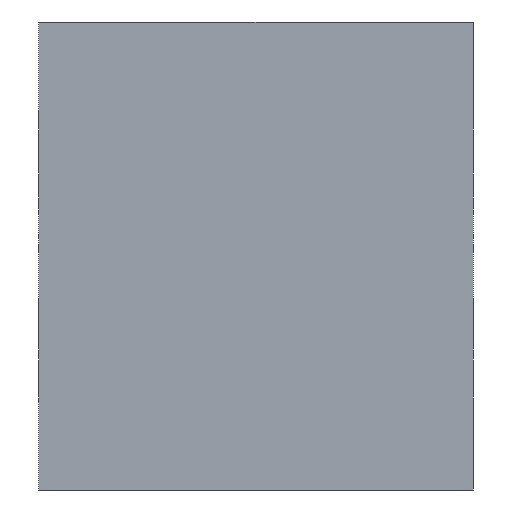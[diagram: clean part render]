
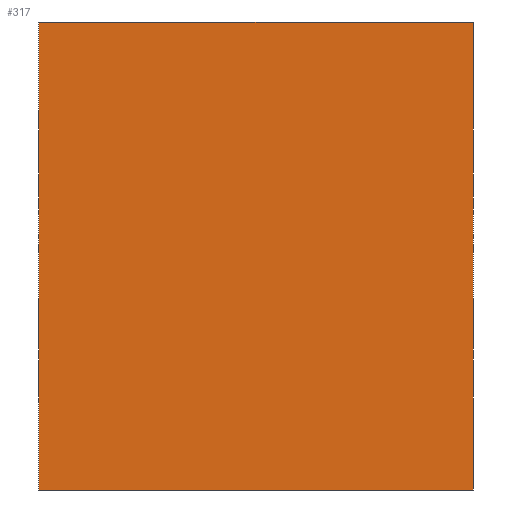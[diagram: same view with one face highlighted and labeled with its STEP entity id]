
A CAD part, front view. The second image highlights one B-rep face of the part: STEP entity #317.
In plain terms, the highlighted planar face has unit normal (0, -1, 0).
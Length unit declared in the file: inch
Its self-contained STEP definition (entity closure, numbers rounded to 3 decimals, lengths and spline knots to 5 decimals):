
#31 = LINE ( 'NONE', #191, #71 ) ;
#46 = VECTOR ( 'NONE', #196, 39.37008 ) ;
#48 = VECTOR ( 'NONE', #122, 39.37008 ) ;
#58 = LINE ( 'NONE', #140, #48 ) ;
#67 = VECTOR ( 'NONE', #155, 39.37008 ) ;
#71 = VECTOR ( 'NONE', #188, 39.37008 ) ;
#72 = LINE ( 'NONE', #224, #67 ) ;
#90 = CARTESIAN_POINT ( 'NONE',  ( 0.2725, -0.195, -0.587 ) ) ;
#101 = CARTESIAN_POINT ( 'NONE',  ( -0.2725, -0.195, -0.587 ) ) ;
#103 = VERTEX_POINT ( 'NONE', #177 ) ;
#105 = PLANE ( 'NONE',  #382 ) ;
#118 = VERTEX_POINT ( 'NONE', #211 ) ;
#122 = DIRECTION ( 'NONE',  ( 1., 0., 0. ) ) ;
#131 = CARTESIAN_POINT ( 'NONE',  ( 0.2725, -0.195, -0.587 ) ) ;
#140 = CARTESIAN_POINT ( 'NONE',  ( -0.2725, -0.195, -0.587 ) ) ;
#155 = DIRECTION ( 'NONE',  ( 1., 0., 0. ) ) ;
#168 = VERTEX_POINT ( 'NONE', #131 ) ;
#177 = CARTESIAN_POINT ( 'NONE',  ( 0.2725, -0.195, 0. ) ) ;
#188 = DIRECTION ( 'NONE',  ( 0., 0., 1. ) ) ;
#191 = CARTESIAN_POINT ( 'NONE',  ( -0.2725, -0.195, -0.587 ) ) ;
#193 = DIRECTION ( 'NONE',  ( 0., -1., 0. ) ) ;
#196 = DIRECTION ( 'NONE',  ( 0., 0., 1. ) ) ;
#201 = CARTESIAN_POINT ( 'NONE',  ( -0.2725, -0.195, -0.587 ) ) ;
#211 = CARTESIAN_POINT ( 'NONE',  ( -0.2725, -0.195, 0. ) ) ;
#213 = DIRECTION ( 'NONE',  ( 0., 0., -1. ) ) ;
#216 = VERTEX_POINT ( 'NONE', #101 ) ;
#224 = CARTESIAN_POINT ( 'NONE',  ( -0.2725, -0.195, 0. ) ) ;
#257 = EDGE_LOOP ( 'NONE', ( #292, #270, #267, #298 ) ) ;
#267 = ORIENTED_EDGE ( 'NONE', *, *, #362, .T. ) ;
#270 = ORIENTED_EDGE ( 'NONE', *, *, #335, .F. ) ;
#292 = ORIENTED_EDGE ( 'NONE', *, *, #367, .F. ) ;
#298 = ORIENTED_EDGE ( 'NONE', *, *, #356, .T. ) ;
#307 = LINE ( 'NONE', #90, #46 ) ;
#313 = FACE_OUTER_BOUND ( 'NONE', #257, .T. ) ;
#317 = ADVANCED_FACE ( 'NONE', ( #313 ), #105, .T. ) ;
#335 = EDGE_CURVE ( 'NONE', #216, #118, #31, .T. ) ;
#356 = EDGE_CURVE ( 'NONE', #168, #103, #307, .T. ) ;
#362 = EDGE_CURVE ( 'NONE', #216, #168, #58, .T. ) ;
#367 = EDGE_CURVE ( 'NONE', #118, #103, #72, .T. ) ;
#382 = AXIS2_PLACEMENT_3D ( 'NONE', #201, #193, #213 ) ;
